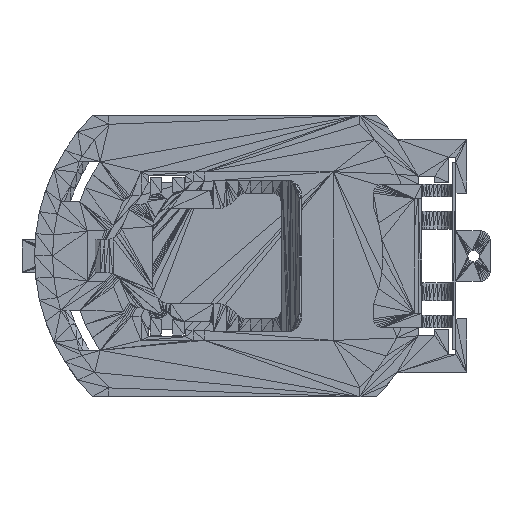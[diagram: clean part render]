
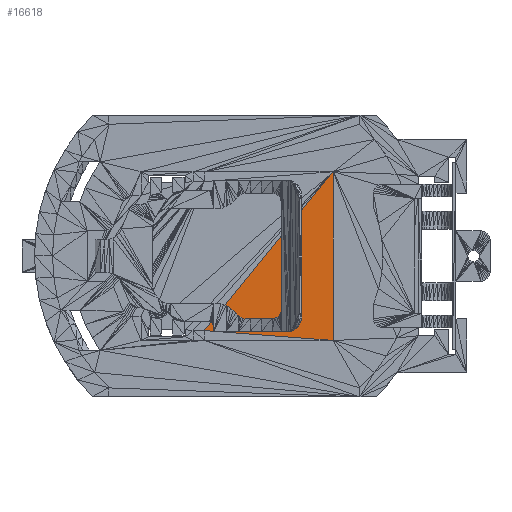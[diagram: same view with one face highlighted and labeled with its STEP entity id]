
A CAD part, top view. The second image highlights one B-rep face of the part: STEP entity #16618.
In plain terms, the highlighted planar face has unit normal (0, 0, 1).
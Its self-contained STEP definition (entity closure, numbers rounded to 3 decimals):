
#6270=CARTESIAN_POINT('',(4.3,4.703,0.3));
#6271=VERTEX_POINT('',#6270);
#6272=CARTESIAN_POINT('',(4.3,-4.703,0.3));
#6273=VERTEX_POINT('',#6272);
#6276=CARTESIAN_POINT('',(-2.893,-4.155,0.3));
#6277=VERTEX_POINT('',#6276);
#15983=DIRECTION('',(0.0,-1.0,0.0));
#15984=VECTOR('',#15983,1000.0);
#15985=LINE('',#6270,#15984);
#15986=EDGE_CURVE('',#6271,#6273,#15985,.T.);
#16592=DIRECTION('',(-0.997,0.076,0.0));
#16593=VECTOR('',#16592,1000.0);
#16594=LINE('',#6272,#16593);
#16595=EDGE_CURVE('',#6273,#6277,#16594,.T.);
#16605=DIRECTION('',(-0.63,-0.776,0.0));
#16606=VECTOR('',#16605,1000.0);
#16607=LINE('',#6270,#16606);
#16608=EDGE_CURVE('',#6271,#6277,#16607,.T.);
#16609=ORIENTED_EDGE('',*,*,#16595,.F.);
#16610=ORIENTED_EDGE('',*,*,#15986,.F.);
#16611=ORIENTED_EDGE('',*,*,#16608,.T.);
#16612=DIRECTION('',(-0.0,0.0,1.0));
#16613=DIRECTION('',(0.997,-0.076,0.0));
#16614=AXIS2_PLACEMENT_3D('',#6276,#16612,#16613);
#16615=PLANE('',#16614);
#16616=EDGE_LOOP('',(#16609,#16610,#16611));
#16617=FACE_BOUND('',#16616,.T.);
#16618=ADVANCED_FACE('',(#16617),#16615,.T.);
